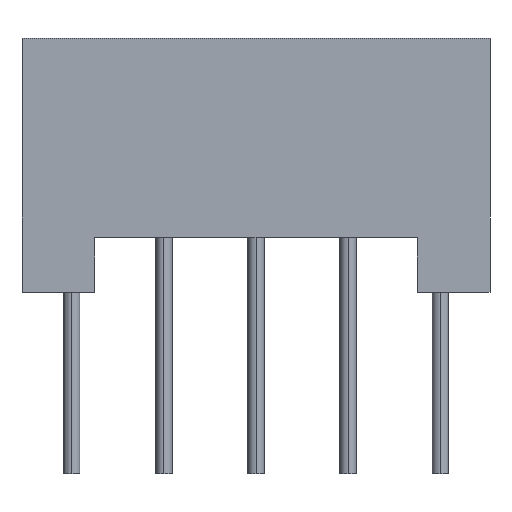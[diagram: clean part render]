
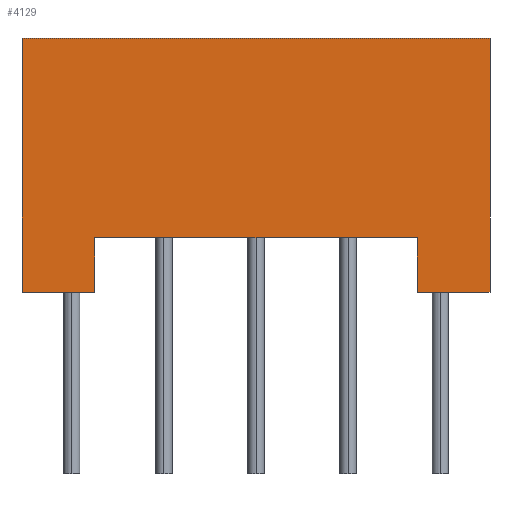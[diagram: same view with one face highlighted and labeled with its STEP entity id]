
A CAD part, left-side view. The second image highlights one B-rep face of the part: STEP entity #4129.
In plain terms, the highlighted planar face has unit normal (-1, 0, 0).
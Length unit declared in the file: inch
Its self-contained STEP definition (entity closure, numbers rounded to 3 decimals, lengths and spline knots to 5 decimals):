
#57 = FACE_OUTER_BOUND ( 'NONE', #2798, .T. ) ;
#207 = CARTESIAN_POINT ( 'NONE',  ( 0., 0.50787, 0.27559 ) ) ;
#225 = CARTESIAN_POINT ( 'NONE',  ( 0., 0., 0.27559 ) ) ;
#296 = EDGE_CURVE ( 'NONE', #4414, #1519, #1494, .T. ) ;
#310 = VECTOR ( 'NONE', #5972, 39.37008 ) ;
#461 = EDGE_CURVE ( 'NONE', #1340, #6100, #1341, .T. ) ;
#518 = DIRECTION ( 'NONE',  ( 0., 0., -1. ) ) ;
#559 = EDGE_CURVE ( 'NONE', #4339, #4414, #6366, .T. ) ;
#709 = VECTOR ( 'NONE', #4615, 39.37008 ) ;
#749 = CARTESIAN_POINT ( 'NONE',  ( 0., 0.07874, 0. ) ) ;
#881 = CARTESIAN_POINT ( 'NONE',  ( 0., 0.42913, 0. ) ) ;
#945 = VECTOR ( 'NONE', #3555, 39.37008 ) ;
#980 = AXIS2_PLACEMENT_3D ( 'NONE', #1515, #2014, #518 ) ;
#1012 = LINE ( 'NONE', #5949, #5964 ) ;
#1047 = VERTEX_POINT ( 'NONE', #3359 ) ;
#1085 = CARTESIAN_POINT ( 'NONE',  ( 0., 0.50787, 0. ) ) ;
#1133 = EDGE_CURVE ( 'NONE', #3148, #1519, #1012, .T. ) ;
#1135 = LINE ( 'NONE', #6191, #1839 ) ;
#1340 = VERTEX_POINT ( 'NONE', #1693 ) ;
#1341 = LINE ( 'NONE', #2939, #3350 ) ;
#1445 = VERTEX_POINT ( 'NONE', #5709 ) ;
#1454 = DIRECTION ( 'NONE',  ( 0., 0., -1. ) ) ;
#1494 = LINE ( 'NONE', #1663, #709 ) ;
#1515 = CARTESIAN_POINT ( 'NONE',  ( 0., 0.50787, 0.27559 ) ) ;
#1519 = VERTEX_POINT ( 'NONE', #5489 ) ;
#1553 = EDGE_CURVE ( 'NONE', #1047, #1340, #3030, .T. ) ;
#1637 = ORIENTED_EDGE ( 'NONE', *, *, #3940, .T. ) ;
#1663 = CARTESIAN_POINT ( 'NONE',  ( 0., 0., 0.27559 ) ) ;
#1693 = CARTESIAN_POINT ( 'NONE',  ( 0., 0.42913, 0.05906 ) ) ;
#1839 = VECTOR ( 'NONE', #3242, 39.37008 ) ;
#2014 = DIRECTION ( 'NONE',  ( 1., 0., 0. ) ) ;
#2075 = CARTESIAN_POINT ( 'NONE',  ( 0., 0., 0.05906 ) ) ;
#2415 = DIRECTION ( 'NONE',  ( 0., 0., -1. ) ) ;
#2550 = LINE ( 'NONE', #2931, #4225 ) ;
#2657 = ORIENTED_EDGE ( 'NONE', *, *, #559, .F. ) ;
#2798 = EDGE_LOOP ( 'NONE', ( #3415, #3409, #5433, #1637, #5755, #5533, #2657, #5927 ) ) ;
#2931 = CARTESIAN_POINT ( 'NONE',  ( 0., 0.07874, 0.05906 ) ) ;
#2939 = CARTESIAN_POINT ( 'NONE',  ( 0., 0.42913, 0.05906 ) ) ;
#2963 = PLANE ( 'NONE',  #980 ) ;
#3030 = LINE ( 'NONE', #2075, #310 ) ;
#3117 = EDGE_CURVE ( 'NONE', #4339, #1445, #1135, .T. ) ;
#3148 = VERTEX_POINT ( 'NONE', #749 ) ;
#3242 = DIRECTION ( 'NONE',  ( 0., 0., -1. ) ) ;
#3350 = VECTOR ( 'NONE', #2415, 39.37008 ) ;
#3359 = CARTESIAN_POINT ( 'NONE',  ( 0., 0.07874, 0.05906 ) ) ;
#3409 = ORIENTED_EDGE ( 'NONE', *, *, #461, .F. ) ;
#3415 = ORIENTED_EDGE ( 'NONE', *, *, #6399, .T. ) ;
#3515 = LINE ( 'NONE', #1085, #5907 ) ;
#3555 = DIRECTION ( 'NONE',  ( 0., -1., 0. ) ) ;
#3564 = DIRECTION ( 'NONE',  ( 0., -1., 0. ) ) ;
#3940 = EDGE_CURVE ( 'NONE', #1047, #3148, #2550, .T. ) ;
#4129 = ADVANCED_FACE ( 'NONE', ( #57 ), #2963, .F. ) ;
#4225 = VECTOR ( 'NONE', #1454, 39.37008 ) ;
#4339 = VERTEX_POINT ( 'NONE', #207 ) ;
#4414 = VERTEX_POINT ( 'NONE', #225 ) ;
#4615 = DIRECTION ( 'NONE',  ( 0., 0., -1. ) ) ;
#5004 = CARTESIAN_POINT ( 'NONE',  ( 0., 0.50787, 0.27559 ) ) ;
#5089 = DIRECTION ( 'NONE',  ( 0., -1., 0. ) ) ;
#5433 = ORIENTED_EDGE ( 'NONE', *, *, #1553, .F. ) ;
#5489 = CARTESIAN_POINT ( 'NONE',  ( 0., 0., 0. ) ) ;
#5533 = ORIENTED_EDGE ( 'NONE', *, *, #296, .F. ) ;
#5709 = CARTESIAN_POINT ( 'NONE',  ( 0., 0.50787, 0. ) ) ;
#5755 = ORIENTED_EDGE ( 'NONE', *, *, #1133, .T. ) ;
#5907 = VECTOR ( 'NONE', #5089, 39.37008 ) ;
#5927 = ORIENTED_EDGE ( 'NONE', *, *, #3117, .T. ) ;
#5949 = CARTESIAN_POINT ( 'NONE',  ( 0., 0.50787, 0. ) ) ;
#5964 = VECTOR ( 'NONE', #3564, 39.37008 ) ;
#5972 = DIRECTION ( 'NONE',  ( 0., 1., 0. ) ) ;
#6100 = VERTEX_POINT ( 'NONE', #881 ) ;
#6191 = CARTESIAN_POINT ( 'NONE',  ( 0., 0.50787, 0.27559 ) ) ;
#6366 = LINE ( 'NONE', #5004, #945 ) ;
#6399 = EDGE_CURVE ( 'NONE', #1445, #6100, #3515, .T. ) ;
